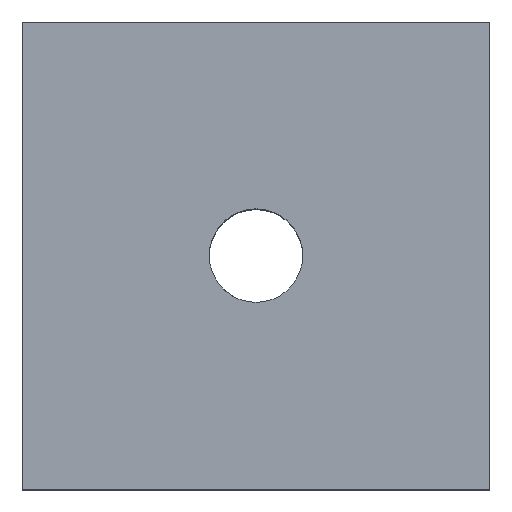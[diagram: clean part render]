
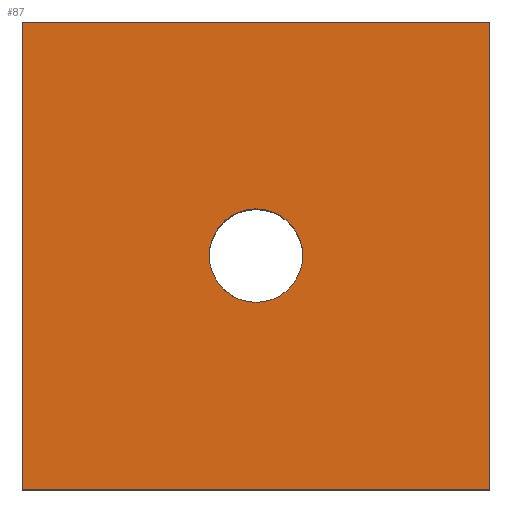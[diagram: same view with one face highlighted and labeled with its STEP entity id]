
A CAD part, top view. The second image highlights one B-rep face of the part: STEP entity #87.
In plain terms, the highlighted planar face has unit normal (0, 0, 1).
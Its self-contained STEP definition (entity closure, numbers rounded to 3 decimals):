
#87=ADVANCED_FACE('',(#118,#119),#120,.T.);
#118=FACE_BOUND('',#160,.T.);
#119=FACE_OUTER_BOUND('',#161,.T.);
#120=PLANE('',#162);
#160=EDGE_LOOP('',(#290,#291));
#161=EDGE_LOOP('',(#292,#293,#294,#295));
#162=AXIS2_PLACEMENT_3D('',#296,#297,#298);
#290=ORIENTED_EDGE('',*,*,#363,.T.);
#291=ORIENTED_EDGE('',*,*,#382,.T.);
#292=ORIENTED_EDGE('',*,*,#388,.T.);
#293=ORIENTED_EDGE('',*,*,#389,.T.);
#294=ORIENTED_EDGE('',*,*,#390,.T.);
#295=ORIENTED_EDGE('',*,*,#391,.T.);
#296=CARTESIAN_POINT('',(0.0,0.0,0.5));
#297=DIRECTION('',(0.0,0.0,1.0));
#298=DIRECTION('',(1.0,0.0,0.0));
#363=EDGE_CURVE('',#436,#434,#437,.T.);
#382=EDGE_CURVE('',#434,#436,#466,.T.);
#388=EDGE_CURVE('',#472,#473,#474,.T.);
#389=EDGE_CURVE('',#473,#475,#476,.T.);
#390=EDGE_CURVE('',#475,#477,#478,.T.);
#391=EDGE_CURVE('',#477,#472,#479,.T.);
#434=VERTEX_POINT('',#532);
#436=VERTEX_POINT('',#535);
#437=CIRCLE('',#536,0.1);
#466=CIRCLE('',#570,0.1);
#472=VERTEX_POINT('',#576);
#473=VERTEX_POINT('',#577);
#474=LINE('',#578,#579);
#475=VERTEX_POINT('',#580);
#476=LINE('',#581,#582);
#477=VERTEX_POINT('',#583);
#478=LINE('',#584,#585);
#479=LINE('',#586,#587);
#532=CARTESIAN_POINT('',(0.1,0.,0.5));
#535=CARTESIAN_POINT('',(-0.1,0.,0.5));
#536=AXIS2_PLACEMENT_3D('',#651,#652,#653);
#570=AXIS2_PLACEMENT_3D('',#698,#699,#700);
#576=CARTESIAN_POINT('',(0.5,-0.5,0.5));
#577=CARTESIAN_POINT('',(0.5,0.5,0.5));
#578=CARTESIAN_POINT('',(0.5,0.0,0.5));
#579=VECTOR('',#716,1.0);
#580=CARTESIAN_POINT('',(-0.5,0.5,0.5));
#581=CARTESIAN_POINT('',(0.0,0.5,0.5));
#582=VECTOR('',#717,1.0);
#583=CARTESIAN_POINT('',(-0.5,-0.5,0.5));
#584=CARTESIAN_POINT('',(-0.5,0.0,0.5));
#585=VECTOR('',#718,1.0);
#586=CARTESIAN_POINT('',(0.0,-0.5,0.5));
#587=VECTOR('',#719,1.0);
#651=CARTESIAN_POINT('',(0.0,0.0,0.5));
#652=DIRECTION('',(0.0,0.0,-1.0));
#653=DIRECTION('',(1.0,0.0,0.0));
#698=CARTESIAN_POINT('',(0.0,0.0,0.5));
#699=DIRECTION('',(0.0,0.0,-1.0));
#700=DIRECTION('',(1.0,0.0,0.0));
#716=DIRECTION('',(0.0,1.0,0.0));
#717=DIRECTION('',(-1.0,0.0,0.0));
#718=DIRECTION('',(0.0,-1.0,0.0));
#719=DIRECTION('',(1.0,0.0,0.0));
